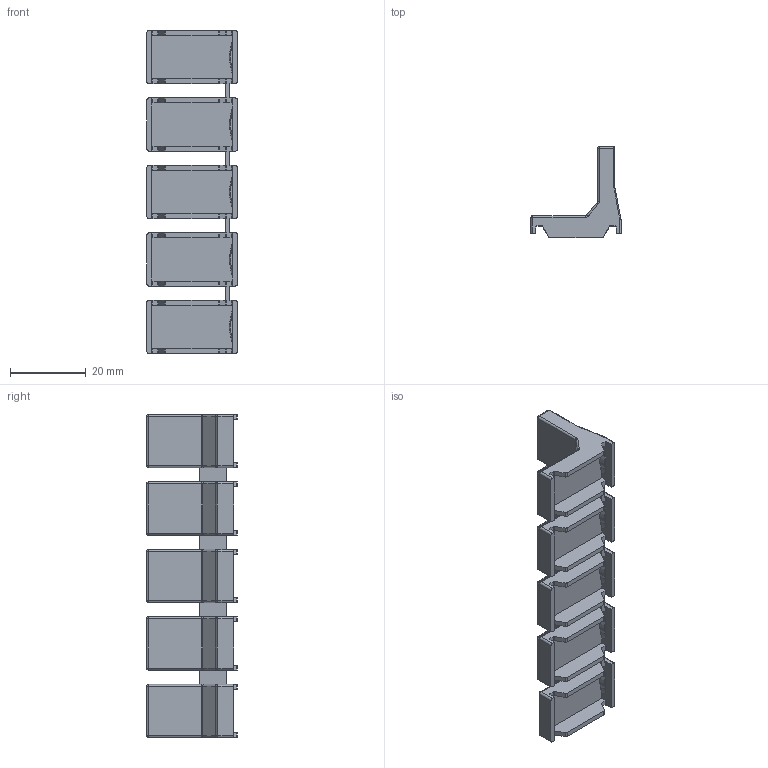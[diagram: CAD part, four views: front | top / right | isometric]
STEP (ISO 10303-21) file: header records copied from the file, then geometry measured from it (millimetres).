
FILE_DESCRIPTION(/* description */ ('1100 Series MCB Accessories,Protective Shroud, for 5 Unused Pins of Bus bars for UL1077 SPs'),/* implementation_level */ '2;1');
FILE_NAME(/* name */ '1100-B2SPS.stp',/* time_stamp */ '2021-02-09T16:01:23+06:00',/* author */ ('Suhas'),/* organization */ (''),/* preprocessor_version */ 'ST-DEVELOPER v18.1',/* originating_system */ 'Autodesk Inventor 2021',/* authorisation */ '');
FILE_SCHEMA (('AUTOMOTIVE_DESIGN { 1 0 10303 214 3 1 1 }'));
Length unit declared in the file: millimetre
Products named in the file (1): 11C90023X01
Bounding box: 23.8 x 24 x 85.2 mm (x, y, z)
Volume: 9206.3 mm3; surface area: 9749.4 mm2
Topology: 1 solids, 1 shells, 388 faces, 1089 edges, 673 vertices
Faces by surface type: cylinder 160, plane 143, torus 25, cone 20, bspline 20, sphere 20
Entity records: 13929 total; most frequent: CARTESIAN_POINT 3751, ORIENTED_EDGE 2118, DIRECTION 1998, EDGE_CURVE 1059, AXIS2_PLACEMENT_3D 710, VERTEX_POINT 673, LINE 578, VECTOR 578
